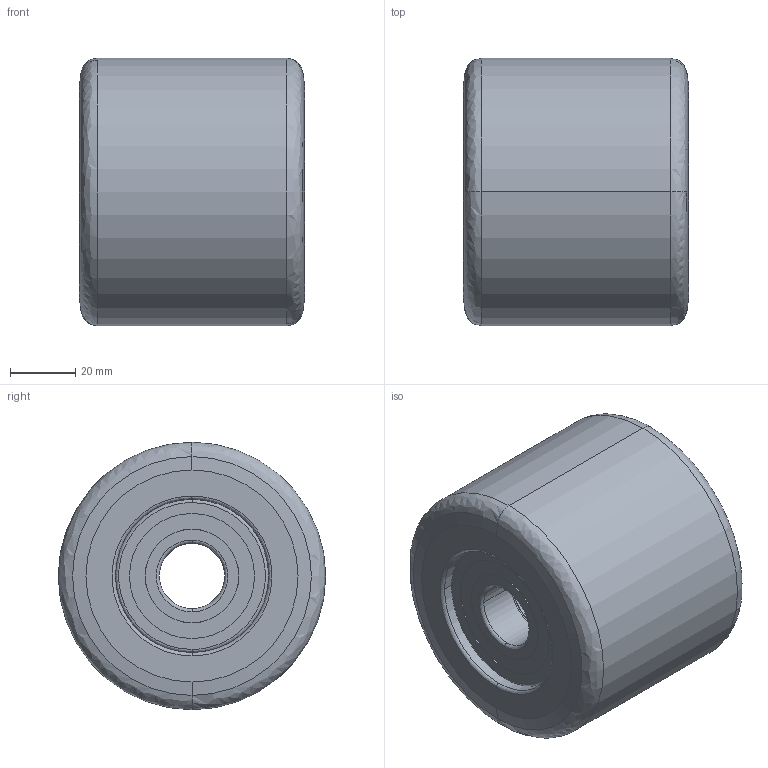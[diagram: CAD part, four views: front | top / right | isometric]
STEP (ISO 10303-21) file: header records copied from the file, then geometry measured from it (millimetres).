
FILE_DESCRIPTION (( 'STEP AP214' ), '1' );
FILE_NAME ('0017660.step', '2022-08-17T10:48:07', ( '' ), ( '' ), 'SwSTEP 2.0', 'SolidWorks 2020', '' );
FILE_SCHEMA (( 'AUTOMOTIVE_DESIGN' ));
Length unit declared in the file: millimetre
Products named in the file (1): 0017660
Bounding box: 69 x 82 x 82 mm (x, y, z)
Volume: 282575.4 mm3; surface area: 54392.7 mm2
Topology: 5 solids, 5 shells, 178 faces, 598 edges, 358 vertices
Faces by surface type: bspline 100, cylinder 52, plane 22, cone 4
Entity records: 9438 total; most frequent: CARTESIAN_POINT 4581, ORIENTED_EDGE 1084, DIRECTION 794, EDGE_CURVE 542, AXIS2_PLACEMENT_3D 369, VERTEX_POINT 358, CIRCLE 290, EDGE_LOOP 200
